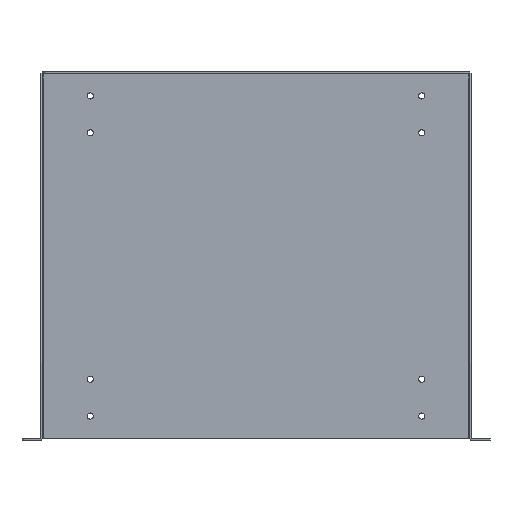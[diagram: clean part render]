
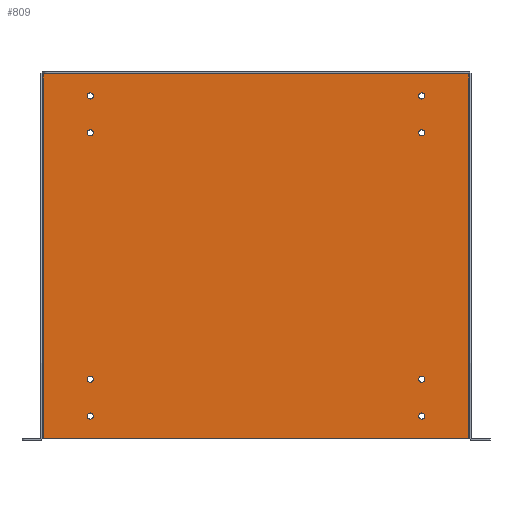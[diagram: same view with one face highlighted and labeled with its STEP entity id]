
A CAD part, top view. The second image highlights one B-rep face of the part: STEP entity #809.
In plain terms, the highlighted planar face has unit normal (0, 0, 1).
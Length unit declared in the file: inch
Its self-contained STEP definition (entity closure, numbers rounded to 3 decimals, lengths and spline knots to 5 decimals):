
#4 = LINE ( 'NONE', #880, #1937 ) ;
#56 = CARTESIAN_POINT ( 'NONE',  ( 8.642, 7.464, 0.072 ) ) ;
#113 = DIRECTION ( 'NONE',  ( 1., 0., 0. ) ) ;
#136 = CARTESIAN_POINT ( 'NONE',  ( 6.734, -6.536, 0.072 ) ) ;
#138 = EDGE_LOOP ( 'NONE', ( #1346 ) ) ;
#170 = CARTESIAN_POINT ( 'NONE',  ( -8.75, 7.356, 0.072 ) ) ;
#190 = CIRCLE ( 'NONE', #951, 0.125 ) ;
#221 = EDGE_LOOP ( 'NONE', ( #3442, #554, #2787, #2627 ) ) ;
#263 = FACE_BOUND ( 'NONE', #2500, .T. ) ;
#293 = FACE_BOUND ( 'NONE', #138, .T. ) ;
#359 = CIRCLE ( 'NONE', #1347, 0.125 ) ;
#388 = DIRECTION ( 'NONE',  ( 1., 0., 0. ) ) ;
#432 = VECTOR ( 'NONE', #2379, 39.37008 ) ;
#441 = VECTOR ( 'NONE', #3125, 39.37008 ) ;
#461 = EDGE_LOOP ( 'NONE', ( #3212 ) ) ;
#469 = EDGE_CURVE ( 'NONE', #767, #767, #190, .T. ) ;
#497 = EDGE_CURVE ( 'NONE', #2662, #2662, #2588, .T. ) ;
#554 = ORIENTED_EDGE ( 'NONE', *, *, #3415, .F. ) ;
#556 = EDGE_LOOP ( 'NONE', ( #1901 ) ) ;
#560 = DIRECTION ( 'NONE',  ( 0., 0., -1. ) ) ;
#569 = EDGE_CURVE ( 'NONE', #1054, #1054, #1010, .T. ) ;
#576 = PLANE ( 'NONE',  #2065 ) ;
#587 = FACE_BOUND ( 'NONE', #3244, .T. ) ;
#633 = DIRECTION ( 'NONE',  ( 1., 0., 0. ) ) ;
#648 = EDGE_CURVE ( 'NONE', #2313, #3324, #1320, .T. ) ;
#668 = DIRECTION ( 'NONE',  ( 0., 0., -1. ) ) ;
#669 = CARTESIAN_POINT ( 'NONE',  ( -6.734, -5.036, 0.072 ) ) ;
#682 = DIRECTION ( 'NONE',  ( 0., 0., -1. ) ) ;
#697 = DIRECTION ( 'NONE',  ( 0., 0., -1. ) ) ;
#751 = VERTEX_POINT ( 'NONE', #2974 ) ;
#754 = CARTESIAN_POINT ( 'NONE',  ( -8.642, 7.356, 0.072 ) ) ;
#767 = VERTEX_POINT ( 'NONE', #790 ) ;
#784 = CIRCLE ( 'NONE', #1240, 0.125 ) ;
#790 = CARTESIAN_POINT ( 'NONE',  ( -6.609, -6.536, 0.072 ) ) ;
#809 = ADVANCED_FACE ( 'NONE', ( #3035, #587, #2797, #3075, #2477, #1992, #293, #1959, #263 ), #576, .F. ) ;
#814 = CARTESIAN_POINT ( 'NONE',  ( 6.734, 6.464, 0.072 ) ) ;
#836 = CIRCLE ( 'NONE', #3151, 0.125 ) ;
#867 = DIRECTION ( 'NONE',  ( -1., 0., 0. ) ) ;
#879 = EDGE_CURVE ( 'NONE', #1841, #1841, #784, .T. ) ;
#880 = CARTESIAN_POINT ( 'NONE',  ( -8.642, 7.464, 0.072 ) ) ;
#922 = CARTESIAN_POINT ( 'NONE',  ( -6.734, 6.464, 0.072 ) ) ;
#924 = CARTESIAN_POINT ( 'NONE',  ( -8.642, -7.464, 0.072 ) ) ;
#951 = AXIS2_PLACEMENT_3D ( 'NONE', #1457, #697, #2310 ) ;
#986 = ORIENTED_EDGE ( 'NONE', *, *, #3209, .T. ) ;
#1010 = CIRCLE ( 'NONE', #1711, 0.125 ) ;
#1054 = VERTEX_POINT ( 'NONE', #1273 ) ;
#1127 = AXIS2_PLACEMENT_3D ( 'NONE', #669, #2440, #1321 ) ;
#1240 = AXIS2_PLACEMENT_3D ( 'NONE', #814, #560, #1665 ) ;
#1273 = CARTESIAN_POINT ( 'NONE',  ( 6.859, 4.964, 0.072 ) ) ;
#1285 = DIRECTION ( 'NONE',  ( 1., 0., 0. ) ) ;
#1303 = AXIS2_PLACEMENT_3D ( 'NONE', #922, #1512, #633 ) ;
#1320 = LINE ( 'NONE', #2439, #432 ) ;
#1321 = DIRECTION ( 'NONE',  ( 1., 0., 0. ) ) ;
#1328 = CARTESIAN_POINT ( 'NONE',  ( -6.609, 6.464, 0.072 ) ) ;
#1346 = ORIENTED_EDGE ( 'NONE', *, *, #497, .T. ) ;
#1347 = AXIS2_PLACEMENT_3D ( 'NONE', #2669, #2868, #388 ) ;
#1352 = CIRCLE ( 'NONE', #3222, 0.125 ) ;
#1386 = ORIENTED_EDGE ( 'NONE', *, *, #469, .T. ) ;
#1389 = DIRECTION ( 'NONE',  ( 0., 0., -1. ) ) ;
#1437 = DIRECTION ( 'NONE',  ( 1., 0., 0. ) ) ;
#1441 = LINE ( 'NONE', #56, #441 ) ;
#1457 = CARTESIAN_POINT ( 'NONE',  ( -6.734, -6.536, 0.072 ) ) ;
#1461 = VECTOR ( 'NONE', #1285, 39.37008 ) ;
#1512 = DIRECTION ( 'NONE',  ( 0., 0., -1. ) ) ;
#1527 = EDGE_CURVE ( 'NONE', #751, #751, #1352, .T. ) ;
#1623 = EDGE_CURVE ( 'NONE', #1963, #1846, #2675, .T. ) ;
#1634 = VERTEX_POINT ( 'NONE', #3070 ) ;
#1665 = DIRECTION ( 'NONE',  ( 1., 0., 0. ) ) ;
#1698 = CARTESIAN_POINT ( 'NONE',  ( -8.75, 7.464, 0.072 ) ) ;
#1711 = AXIS2_PLACEMENT_3D ( 'NONE', #3198, #682, #113 ) ;
#1746 = EDGE_LOOP ( 'NONE', ( #2491 ) ) ;
#1841 = VERTEX_POINT ( 'NONE', #2197 ) ;
#1846 = VERTEX_POINT ( 'NONE', #3123 ) ;
#1856 = ORIENTED_EDGE ( 'NONE', *, *, #2301, .T. ) ;
#1876 = VERTEX_POINT ( 'NONE', #2156 ) ;
#1901 = ORIENTED_EDGE ( 'NONE', *, *, #569, .T. ) ;
#1933 = EDGE_LOOP ( 'NONE', ( #1386 ) ) ;
#1937 = VECTOR ( 'NONE', #3102, 39.37008 ) ;
#1959 = FACE_BOUND ( 'NONE', #461, .T. ) ;
#1963 = VERTEX_POINT ( 'NONE', #754 ) ;
#1992 = FACE_BOUND ( 'NONE', #1933, .T. ) ;
#2065 = AXIS2_PLACEMENT_3D ( 'NONE', #1698, #2495, #867 ) ;
#2156 = CARTESIAN_POINT ( 'NONE',  ( -6.609, -5.036, 0.072 ) ) ;
#2197 = CARTESIAN_POINT ( 'NONE',  ( 6.859, 6.464, 0.072 ) ) ;
#2301 = EDGE_CURVE ( 'NONE', #1876, #1876, #3400, .T. ) ;
#2310 = DIRECTION ( 'NONE',  ( 1., 0., 0. ) ) ;
#2313 = VERTEX_POINT ( 'NONE', #924 ) ;
#2349 = EDGE_LOOP ( 'NONE', ( #986 ) ) ;
#2379 = DIRECTION ( 'NONE',  ( 1., 0., 0. ) ) ;
#2439 = CARTESIAN_POINT ( 'NONE',  ( -8.75, -7.464, 0.072 ) ) ;
#2440 = DIRECTION ( 'NONE',  ( 0., 0., -1. ) ) ;
#2477 = FACE_BOUND ( 'NONE', #1746, .T. ) ;
#2491 = ORIENTED_EDGE ( 'NONE', *, *, #3410, .T. ) ;
#2495 = DIRECTION ( 'NONE',  ( 0., 0., -1. ) ) ;
#2500 = EDGE_LOOP ( 'NONE', ( #3498 ) ) ;
#2588 = CIRCLE ( 'NONE', #1303, 0.125 ) ;
#2627 = ORIENTED_EDGE ( 'NONE', *, *, #2702, .F. ) ;
#2662 = VERTEX_POINT ( 'NONE', #1328 ) ;
#2669 = CARTESIAN_POINT ( 'NONE',  ( 6.734, -5.036, 0.072 ) ) ;
#2675 = LINE ( 'NONE', #170, #1461 ) ;
#2702 = EDGE_CURVE ( 'NONE', #1846, #3324, #1441, .T. ) ;
#2787 = ORIENTED_EDGE ( 'NONE', *, *, #648, .T. ) ;
#2797 = FACE_BOUND ( 'NONE', #556, .T. ) ;
#2868 = DIRECTION ( 'NONE',  ( 0., 0., -1. ) ) ;
#2892 = DIRECTION ( 'NONE',  ( 1., 0., 0. ) ) ;
#2974 = CARTESIAN_POINT ( 'NONE',  ( 6.859, -6.536, 0.072 ) ) ;
#3035 = FACE_OUTER_BOUND ( 'NONE', #221, .T. ) ;
#3070 = CARTESIAN_POINT ( 'NONE',  ( -6.609, 4.964, 0.072 ) ) ;
#3075 = FACE_BOUND ( 'NONE', #2349, .T. ) ;
#3102 = DIRECTION ( 'NONE',  ( 0., 1., 0. ) ) ;
#3123 = CARTESIAN_POINT ( 'NONE',  ( 8.642, 7.356, 0.072 ) ) ;
#3125 = DIRECTION ( 'NONE',  ( 0., -1., 0. ) ) ;
#3151 = AXIS2_PLACEMENT_3D ( 'NONE', #3350, #1389, #1437 ) ;
#3198 = CARTESIAN_POINT ( 'NONE',  ( 6.734, 4.964, 0.072 ) ) ;
#3209 = EDGE_CURVE ( 'NONE', #3289, #3289, #359, .T. ) ;
#3212 = ORIENTED_EDGE ( 'NONE', *, *, #1527, .T. ) ;
#3222 = AXIS2_PLACEMENT_3D ( 'NONE', #136, #668, #2892 ) ;
#3244 = EDGE_LOOP ( 'NONE', ( #1856 ) ) ;
#3257 = CARTESIAN_POINT ( 'NONE',  ( 8.642, -7.464, 0.072 ) ) ;
#3289 = VERTEX_POINT ( 'NONE', #3393 ) ;
#3324 = VERTEX_POINT ( 'NONE', #3257 ) ;
#3350 = CARTESIAN_POINT ( 'NONE',  ( -6.734, 4.964, 0.072 ) ) ;
#3393 = CARTESIAN_POINT ( 'NONE',  ( 6.859, -5.036, 0.072 ) ) ;
#3400 = CIRCLE ( 'NONE', #1127, 0.125 ) ;
#3410 = EDGE_CURVE ( 'NONE', #1634, #1634, #836, .T. ) ;
#3415 = EDGE_CURVE ( 'NONE', #2313, #1963, #4, .T. ) ;
#3442 = ORIENTED_EDGE ( 'NONE', *, *, #1623, .F. ) ;
#3498 = ORIENTED_EDGE ( 'NONE', *, *, #879, .T. ) ;
